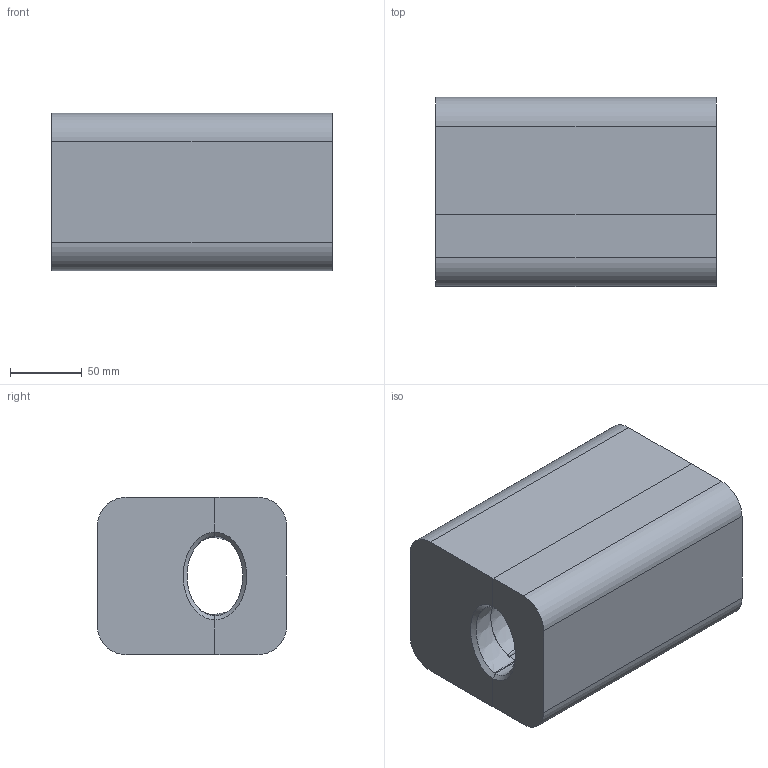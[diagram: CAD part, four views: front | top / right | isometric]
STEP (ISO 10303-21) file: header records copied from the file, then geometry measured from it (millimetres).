
FILE_DESCRIPTION(/* description */ (''),/* implementation_level */ '2;1');
FILE_NAME(/* name */ 'Modus Bracer v82.step',/* time_stamp */ '2020-06-12T16:50:38-04:00',/* author */ (''),/* organization */ (''),/* preprocessor_version */ 'ST-DEVELOPER v18.1',/* originating_system */ 'Autodesk Translation Framework v9.3.0.1241',/* authorisation */ '');
FILE_SCHEMA (('AUTOMOTIVE_DESIGN { 1 0 10303 214 3 1 1 }'));
Length unit declared in the file: millimetre
Products named in the file (10): Modus Bracer; Glove 3.0 v28; Model A_Battery v1; GMA Audio_ESP32 Thing Plus v1; LSM6DSOX; Encoder_Button v1; Electrical Housing; Arm Mounting; Top Case; Bottom Base
Assembly tree (9 placements, depth 3):
  Modus Bracer
    Glove 3.0 v28
      Model A_Battery v1
    GMA Audio_ESP32 Thing Plus v1
    LSM6DSOX
    Encoder_Button v1
    Electrical Housing
    Arm Mounting
      Top Case
      Bottom Base
Bounding box: 196 x 132 x 110 mm (x, y, z)
Volume: 1980076.3 mm3; surface area: 235983.9 mm2
Topology: 7 solids, 7 shells, 339 faces, 922 edges, 604 vertices
Faces by surface type: plane 247, cylinder 67, bspline 15, cone 6, torus 4
Full cylindrical faces by diameter (mm): 2.4 x4, 2.529 x10, 3 x2, 7 x1, 9 x1, 13 x1
Entity records: 12220 total; most frequent: CARTESIAN_POINT 3379, ORIENTED_EDGE 1832, DIRECTION 1687, EDGE_CURVE 916, LINE 699, VECTOR 699, VERTEX_POINT 604, AXIS2_PLACEMENT_3D 494
